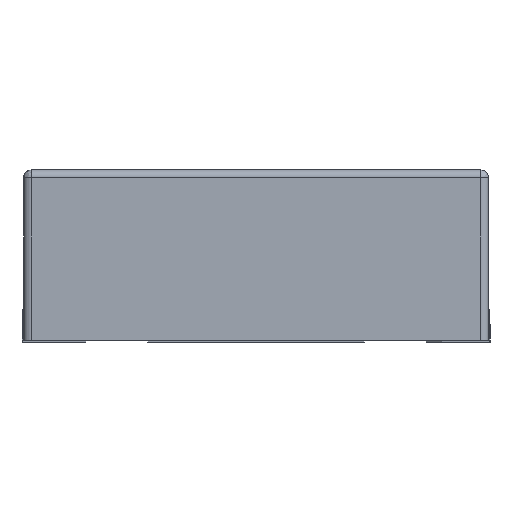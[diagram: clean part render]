
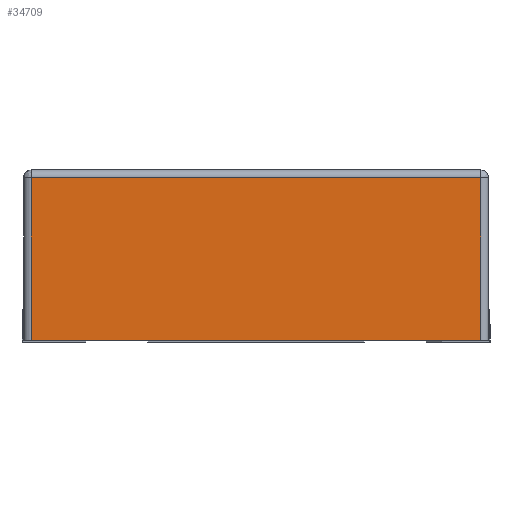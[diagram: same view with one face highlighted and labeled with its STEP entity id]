
A CAD part, left-side view. The second image highlights one B-rep face of the part: STEP entity #34709.
In plain terms, the highlighted planar face has unit normal (1, 0, 0).
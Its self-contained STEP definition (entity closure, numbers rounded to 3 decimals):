
#1338 = CARTESIAN_POINT ( 'NONE',  ( -1.5, -1.5, 0. ) ) ;
#1808 = CARTESIAN_POINT ( 'NONE',  ( -1.5, -1.45, 0. ) ) ;
#2608 = ORIENTED_EDGE ( 'NONE', *, *, #40368, .T. ) ;
#3306 = CARTESIAN_POINT ( 'NONE',  ( -1.5, 1.45, 1.05 ) ) ;
#4055 = VERTEX_POINT ( 'NONE', #3306 ) ;
#8372 = DIRECTION ( 'NONE',  ( 0., 0., -1. ) ) ;
#9956 = ORIENTED_EDGE ( 'NONE', *, *, #15837, .T. ) ;
#10631 = CARTESIAN_POINT ( 'NONE',  ( -1.5, 1.45, 0. ) ) ;
#12398 = EDGE_CURVE ( 'NONE', #32664, #23195, #16058, .T. ) ;
#15372 = FACE_OUTER_BOUND ( 'NONE', #30559, .T. ) ;
#15670 = DIRECTION ( 'NONE',  ( 1., 0., 0. ) ) ;
#15760 = VECTOR ( 'NONE', #45376, 1000. ) ;
#15837 = EDGE_CURVE ( 'NONE', #43807, #32664, #27628, .T. ) ;
#16058 = LINE ( 'NONE', #1338, #20837 ) ;
#16952 = LINE ( 'NONE', #37681, #15760 ) ;
#18491 = AXIS2_PLACEMENT_3D ( 'NONE', #26994, #15670, #8372 ) ;
#20837 = VECTOR ( 'NONE', #46805, 1000. ) ;
#23195 = VERTEX_POINT ( 'NONE', #10631 ) ;
#25846 = ORIENTED_EDGE ( 'NONE', *, *, #45728, .T. ) ;
#26994 = CARTESIAN_POINT ( 'NONE',  ( -1.5, -1.5, 0. ) ) ;
#27628 = LINE ( 'NONE', #37122, #44242 ) ;
#27889 = CARTESIAN_POINT ( 'NONE',  ( -1.5, 1.45, 0. ) ) ;
#30298 = PLANE ( 'NONE',  #18491 ) ;
#30339 = DIRECTION ( 'NONE',  ( 0., 0., -1. ) ) ;
#30559 = EDGE_LOOP ( 'NONE', ( #25846, #9956, #46363, #2608 ) ) ;
#32664 = VERTEX_POINT ( 'NONE', #1808 ) ;
#32769 = CARTESIAN_POINT ( 'NONE',  ( -1.5, -1.45, 1.05 ) ) ;
#34709 = ADVANCED_FACE ( 'NONE', ( #15372 ), #30298, .T. ) ;
#35463 = VECTOR ( 'NONE', #42998, 1000. ) ;
#36656 = LINE ( 'NONE', #27889, #35463 ) ;
#37122 = CARTESIAN_POINT ( 'NONE',  ( -1.5, -1.45, 0. ) ) ;
#37681 = CARTESIAN_POINT ( 'NONE',  ( -1.5, -1.5, 1.05 ) ) ;
#40368 = EDGE_CURVE ( 'NONE', #23195, #4055, #36656, .T. ) ;
#42998 = DIRECTION ( 'NONE',  ( 0., 0., 1. ) ) ;
#43807 = VERTEX_POINT ( 'NONE', #32769 ) ;
#44242 = VECTOR ( 'NONE', #30339, 1000. ) ;
#45376 = DIRECTION ( 'NONE',  ( 0., -1., 0. ) ) ;
#45728 = EDGE_CURVE ( 'NONE', #4055, #43807, #16952, .T. ) ;
#46363 = ORIENTED_EDGE ( 'NONE', *, *, #12398, .T. ) ;
#46805 = DIRECTION ( 'NONE',  ( 0., 1., 0. ) ) ;
